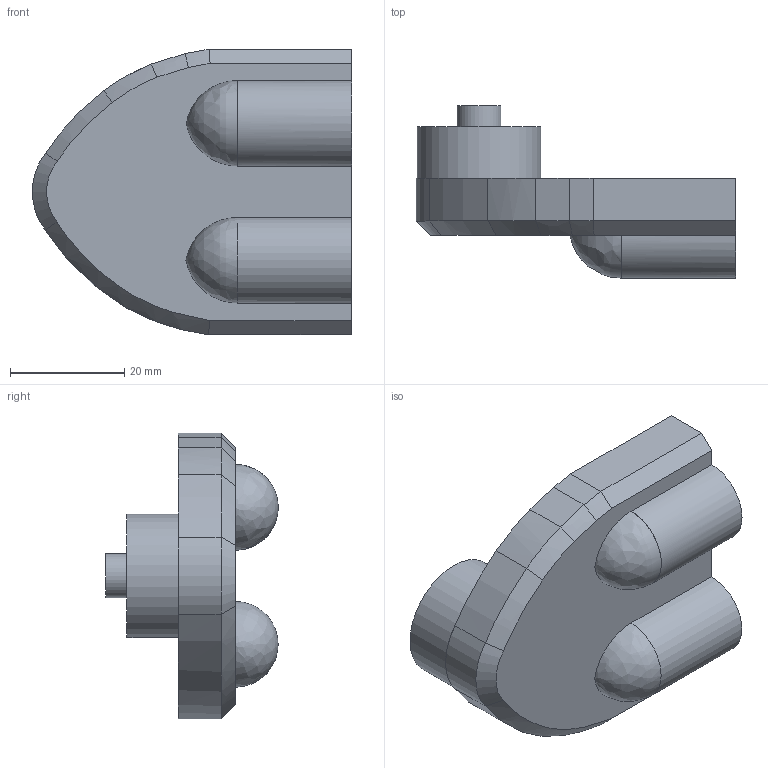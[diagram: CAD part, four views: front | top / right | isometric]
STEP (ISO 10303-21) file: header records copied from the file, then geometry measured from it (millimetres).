
FILE_DESCRIPTION(/* description */ ('','CAx-IF Rec.Pracs.---Representation and Presentation of Product Manufacturing Information (PMI)---4.0---2014-10-13'),/* implementation_level */ '2;1');
FILE_NAME(/* name */ 'thigh_bracket_bottom_left.step',/* time_stamp */ '2024-12-30T10:25:56+05:30',/* author */ (''),/* organization */ (''),/* preprocessor_version */ 'ST-DEVELOPER v20',/* originating_system */ 'Autodesk Translation Framework v13.20.0.188',/* authorisation */ '');
FILE_SCHEMA (('AP242_MANAGED_MODEL_BASED_3D_ENGINEERING_MIM_LF { 1 0 10303 442 1 1 4 }'));
Length unit declared in the file: millimetre
Products named in the file (1): thigh_bracket_bottom_left
Bounding box: 56 x 30.2 x 50.07 mm (x, y, z)
Volume: 26194.1 mm3; surface area: 9470.7 mm2
Topology: 1 solids, 1 shells, 40 faces, 94 edges, 58 vertices
Faces by surface type: plane 16, bspline 12, cylinder 9, cone 3
Full cylindrical faces by diameter (mm): 5.5 x1, 5.7 x1, 7.7 x1, 12.3 x2, 21.64 x1
Entity records: 1516 total; most frequent: CARTESIAN_POINT 652, ORIENTED_EDGE 180, DIRECTION 147, EDGE_CURVE 90, VERTEX_POINT 58, AXIS2_PLACEMENT_3D 52, EDGE_LOOP 46, LINE 43
